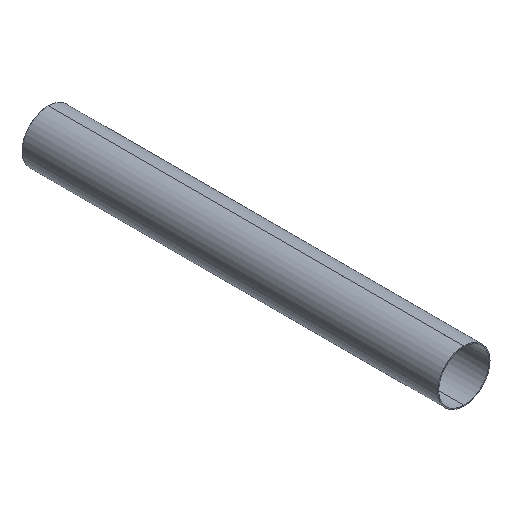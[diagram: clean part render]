
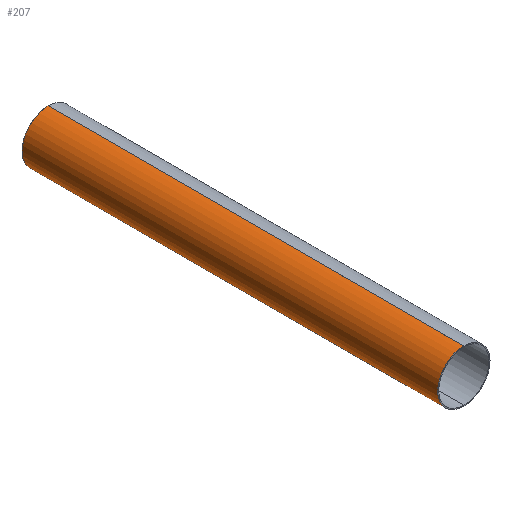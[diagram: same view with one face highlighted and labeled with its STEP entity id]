
A CAD part, isometric view. The second image highlights one B-rep face of the part: STEP entity #207.
In plain terms, the highlighted cylindrical face has radius 39.6 mm (diameter 79.2 mm), a partial arc.
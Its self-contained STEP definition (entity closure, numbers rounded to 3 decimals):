
#3 = VECTOR ( 'NONE', #153, 1000. ) ;
#4 = AXIS2_PLACEMENT_3D ( 'NONE', #87, #169, #103 ) ;
#6 = EDGE_CURVE ( 'NONE', #201, #40, #121, .T. ) ;
#14 = CARTESIAN_POINT ( 'NONE',  ( 0., -315., 0. ) ) ;
#15 = CARTESIAN_POINT ( 'NONE',  ( 0., 315., 39.6 ) ) ;
#16 = CARTESIAN_POINT ( 'NONE',  ( 0., -315., 39.6 ) ) ;
#17 = ORIENTED_EDGE ( 'NONE', *, *, #6, .T. ) ;
#18 = ORIENTED_EDGE ( 'NONE', *, *, #145, .F. ) ;
#23 = VECTOR ( 'NONE', #55, 1000. ) ;
#27 = LINE ( 'NONE', #90, #3 ) ;
#40 = VERTEX_POINT ( 'NONE', #15 ) ;
#47 = CARTESIAN_POINT ( 'NONE',  ( 0., 315., 0. ) ) ;
#48 = FACE_OUTER_BOUND ( 'NONE', #94, .T. ) ;
#49 = CARTESIAN_POINT ( 'NONE',  ( 0., 315., -39.6 ) ) ;
#51 = ORIENTED_EDGE ( 'NONE', *, *, #63, .T. ) ;
#55 = DIRECTION ( 'NONE',  ( 0., 1., 0. ) ) ;
#62 = DIRECTION ( 'NONE',  ( 0., 0., 1. ) ) ;
#63 = EDGE_CURVE ( 'NONE', #118, #201, #72, .T. ) ;
#64 = CARTESIAN_POINT ( 'NONE',  ( 0., -315., -39.6 ) ) ;
#70 = DIRECTION ( 'NONE',  ( 0., 0., 1. ) ) ;
#72 = CIRCLE ( 'NONE', #4, 39.6 ) ;
#87 = CARTESIAN_POINT ( 'NONE',  ( 0., -315., 0. ) ) ;
#90 = CARTESIAN_POINT ( 'NONE',  ( 0., -315., -39.6 ) ) ;
#94 = EDGE_LOOP ( 'NONE', ( #18, #51, #17, #163 ) ) ;
#101 = AXIS2_PLACEMENT_3D ( 'NONE', #14, #179, #70 ) ;
#103 = DIRECTION ( 'NONE',  ( 0., 0., 1. ) ) ;
#118 = VERTEX_POINT ( 'NONE', #64 ) ;
#121 = LINE ( 'NONE', #203, #23 ) ;
#130 = AXIS2_PLACEMENT_3D ( 'NONE', #47, #135, #62 ) ;
#135 = DIRECTION ( 'NONE',  ( 0., 1., 0. ) ) ;
#145 = EDGE_CURVE ( 'NONE', #118, #198, #27, .T. ) ;
#153 = DIRECTION ( 'NONE',  ( 0., 1., 0. ) ) ;
#163 = ORIENTED_EDGE ( 'NONE', *, *, #166, .F. ) ;
#166 = EDGE_CURVE ( 'NONE', #198, #40, #168, .T. ) ;
#168 = CIRCLE ( 'NONE', #130, 39.6 ) ;
#169 = DIRECTION ( 'NONE',  ( 0., 1., 0. ) ) ;
#179 = DIRECTION ( 'NONE',  ( 0., 1., 0. ) ) ;
#193 = CYLINDRICAL_SURFACE ( 'NONE', #101, 39.6 ) ;
#198 = VERTEX_POINT ( 'NONE', #49 ) ;
#201 = VERTEX_POINT ( 'NONE', #16 ) ;
#203 = CARTESIAN_POINT ( 'NONE',  ( 0., -315., 39.6 ) ) ;
#207 = ADVANCED_FACE ( 'NONE', ( #48 ), #193, .T. ) ;
